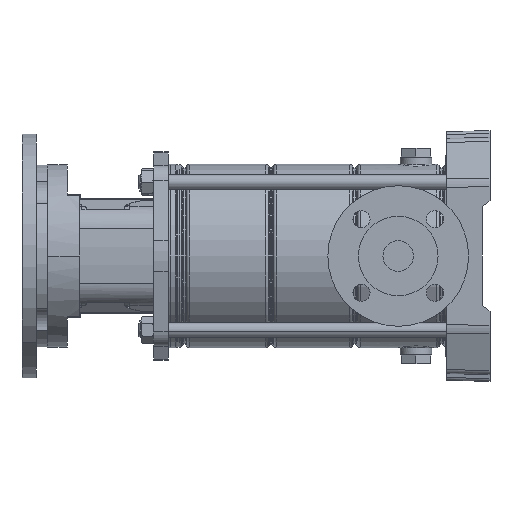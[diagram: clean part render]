
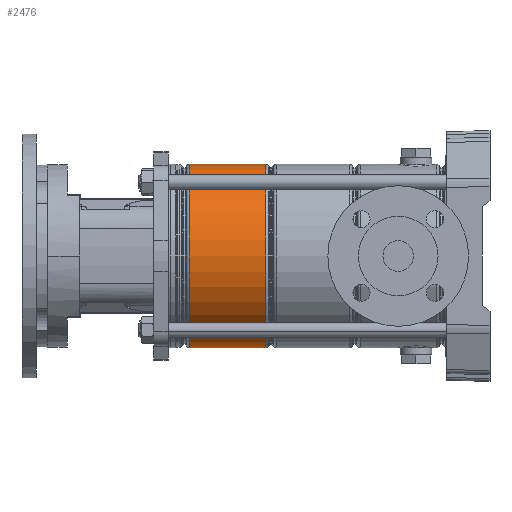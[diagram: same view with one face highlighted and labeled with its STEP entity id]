
A CAD part, left-side view. The second image highlights one B-rep face of the part: STEP entity #2476.
In plain terms, the highlighted cylindrical face has radius 74.9 mm (diameter 149.8 mm), a partial arc.
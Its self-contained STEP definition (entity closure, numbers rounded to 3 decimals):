
#127 = DIRECTION ( 'NONE',  ( 0., 0., -1. ) ) ;
#314 = DIRECTION ( 'NONE',  ( 1., 0., 0. ) ) ;
#440 = ORIENTED_EDGE ( 'NONE', *, *, #6164, .T. ) ;
#1051 = EDGE_CURVE ( 'NONE', #6176, #26878, #5754, .T. ) ;
#1069 = DIRECTION ( 'NONE',  ( 0., 0., -1. ) ) ;
#2476 = ADVANCED_FACE ( 'NONE', ( #20825 ), #29594, .T. ) ;
#4334 = EDGE_CURVE ( 'NONE', #27557, #26878, #19492, .T. ) ;
#4674 = LINE ( 'NONE', #8926, #20140 ) ;
#5754 = LINE ( 'NONE', #8168, #16951 ) ;
#6164 = EDGE_CURVE ( 'NONE', #6176, #29858, #21643, .T. ) ;
#6176 = VERTEX_POINT ( 'NONE', #6953 ) ;
#6953 = CARTESIAN_POINT ( 'NONE',  ( -74.9, 0., 218.221 ) ) ;
#7808 = EDGE_CURVE ( 'NONE', #29858, #27557, #4674, .T. ) ;
#8168 = CARTESIAN_POINT ( 'NONE',  ( -74.9, 0., 0. ) ) ;
#8926 = CARTESIAN_POINT ( 'NONE',  ( 74.9, 0., 0. ) ) ;
#9497 = CARTESIAN_POINT ( 'NONE',  ( 0., 0., 218.221 ) ) ;
#10404 = AXIS2_PLACEMENT_3D ( 'NONE', #27337, #127, #27629 ) ;
#11952 = DIRECTION ( 'NONE',  ( 0., 0., 1. ) ) ;
#12887 = ORIENTED_EDGE ( 'NONE', *, *, #4334, .T. ) ;
#13888 = DIRECTION ( 'NONE',  ( 0., 0., -1. ) ) ;
#16951 = VECTOR ( 'NONE', #1069, 1000. ) ;
#17642 = ORIENTED_EDGE ( 'NONE', *, *, #7808, .T. ) ;
#18315 = ORIENTED_EDGE ( 'NONE', *, *, #1051, .F. ) ;
#18608 = EDGE_LOOP ( 'NONE', ( #440, #17642, #12887, #18315 ) ) ;
#18998 = DIRECTION ( 'NONE',  ( 1., 0., 0. ) ) ;
#19492 = CIRCLE ( 'NONE', #27718, 74.9 ) ;
#20140 = VECTOR ( 'NONE', #13888, 1000. ) ;
#20220 = AXIS2_PLACEMENT_3D ( 'NONE', #9497, #21115, #18998 ) ;
#20375 = CARTESIAN_POINT ( 'NONE',  ( -74.9, 0., 155.779 ) ) ;
#20825 = FACE_OUTER_BOUND ( 'NONE', #18608, .T. ) ;
#21115 = DIRECTION ( 'NONE',  ( 0., 0., -1. ) ) ;
#21643 = CIRCLE ( 'NONE', #20220, 74.9 ) ;
#26318 = CARTESIAN_POINT ( 'NONE',  ( 74.9, 0., 218.221 ) ) ;
#26878 = VERTEX_POINT ( 'NONE', #20375 ) ;
#27337 = CARTESIAN_POINT ( 'NONE',  ( 0., 0., 0. ) ) ;
#27557 = VERTEX_POINT ( 'NONE', #28815 ) ;
#27629 = DIRECTION ( 'NONE',  ( -1., 0., 0. ) ) ;
#27718 = AXIS2_PLACEMENT_3D ( 'NONE', #29239, #11952, #314 ) ;
#28815 = CARTESIAN_POINT ( 'NONE',  ( 74.9, 0., 155.779 ) ) ;
#29239 = CARTESIAN_POINT ( 'NONE',  ( 0., 0., 155.779 ) ) ;
#29594 = CYLINDRICAL_SURFACE ( 'NONE', #10404, 74.9 ) ;
#29858 = VERTEX_POINT ( 'NONE', #26318 ) ;
